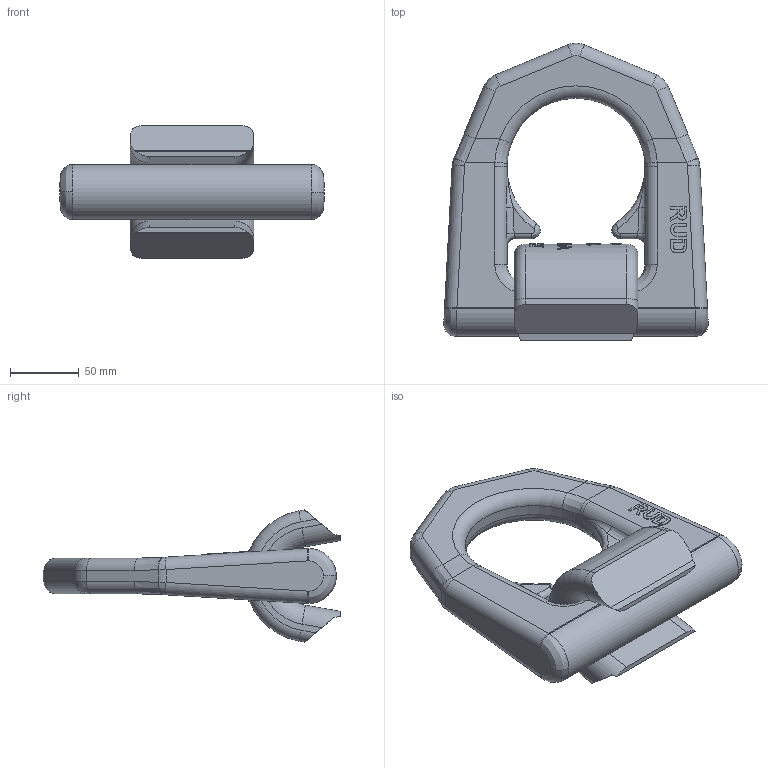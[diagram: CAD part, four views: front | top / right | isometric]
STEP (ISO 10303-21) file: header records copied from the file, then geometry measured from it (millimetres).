
FILE_DESCRIPTION((''),'2;1');
FILE_NAME('001-M35499-P4_ASM','2018-11-26T',('anja.joas'),(''),'PRO/ENGINEER BY PARAMETRIC TECHNOLOGY CORPORATION, 2011490','PRO/ENGINEER BY PARAMETRIC TECHNOLOGY CORPORATION, 2011490','');
FILE_SCHEMA(('CONFIG_CONTROL_DESIGN'));
Length unit declared in the file: millimetre
Products named in the file (3): 001-M35499-P2; 001-M35499-P1; 001-M35499-P4_ASM
Assembly tree (2 placements, depth 2):
  001-M35499-P4_ASM
    001-M35499-P2
    001-M35499-P1
Bounding box: 192.19 x 215.95 x 96 mm (x, y, z)
Volume: 977778.5 mm3; surface area: 106789.1 mm2
Topology: 2 solids, 2 shells, 460 faces, 1220 edges, 780 vertices
Faces by surface type: plane 296, cylinder 95, bspline 54, torus 14, extrusion 1
Entity records: 18900 total; most frequent: CARTESIAN_POINT 8182, ORIENTED_EDGE 2440, DIRECTION 1915, EDGE_CURVE 1220, VERTEX_POINT 780, AXIS2_PLACEMENT_3D 675, VECTOR 565, LINE 564
